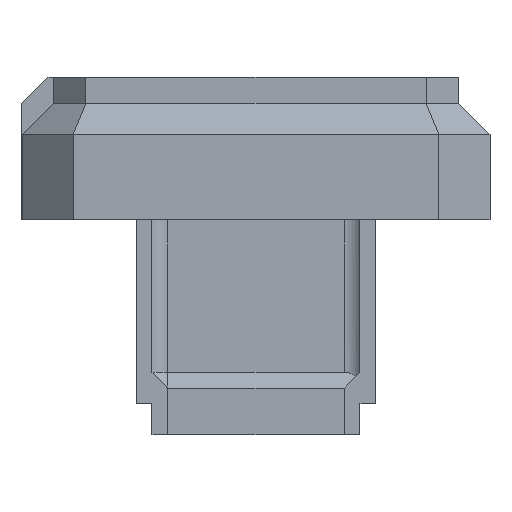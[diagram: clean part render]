
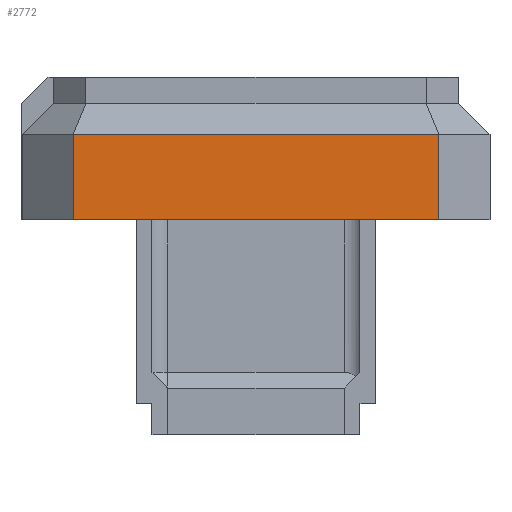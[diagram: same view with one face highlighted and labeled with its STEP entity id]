
A CAD part, front view. The second image highlights one B-rep face of the part: STEP entity #2772.
In plain terms, the highlighted planar face has unit normal (0, -1, 0).
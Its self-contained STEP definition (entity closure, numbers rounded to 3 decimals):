
#95 = ORIENTED_EDGE ( 'NONE', *, *, #1832, .T. ) ;
#133 = PLANE ( 'NONE',  #2667 ) ;
#211 = EDGE_CURVE ( 'NONE', #1851, #3872, #1336, .T. ) ;
#246 = VERTEX_POINT ( 'NONE', #2512 ) ;
#499 = VECTOR ( 'NONE', #1217, 1000. ) ;
#751 = EDGE_LOOP ( 'NONE', ( #1265, #95, #1093, #3101 ) ) ;
#856 = LINE ( 'NONE', #2111, #1455 ) ;
#1037 = FACE_OUTER_BOUND ( 'NONE', #751, .T. ) ;
#1093 = ORIENTED_EDGE ( 'NONE', *, *, #1322, .T. ) ;
#1217 = DIRECTION ( 'NONE',  ( -1., 0., 0. ) ) ;
#1265 = ORIENTED_EDGE ( 'NONE', *, *, #211, .F. ) ;
#1315 = CARTESIAN_POINT ( 'NONE',  ( -40.584, -71.547, -3. ) ) ;
#1322 = EDGE_CURVE ( 'NONE', #1939, #246, #856, .T. ) ;
#1336 = LINE ( 'NONE', #1871, #3204 ) ;
#1455 = VECTOR ( 'NONE', #3353, 1000. ) ;
#1493 = EDGE_CURVE ( 'NONE', #3872, #246, #3900, .T. ) ;
#1603 = LINE ( 'NONE', #3774, #499 ) ;
#1650 = DIRECTION ( 'NONE',  ( -1., 0., 0. ) ) ;
#1832 = EDGE_CURVE ( 'NONE', #1851, #1939, #1603, .T. ) ;
#1851 = VERTEX_POINT ( 'NONE', #3381 ) ;
#1871 = CARTESIAN_POINT ( 'NONE',  ( -40.584, -71.547, 8.2 ) ) ;
#1939 = VERTEX_POINT ( 'NONE', #3813 ) ;
#1951 = DIRECTION ( 'NONE',  ( 0., 0., -1. ) ) ;
#1979 = DIRECTION ( 'NONE',  ( 0., -1., 0. ) ) ;
#2111 = CARTESIAN_POINT ( 'NONE',  ( -75.768, -71.547, 8.2 ) ) ;
#2245 = CARTESIAN_POINT ( 'NONE',  ( -40.584, -71.547, -3. ) ) ;
#2512 = CARTESIAN_POINT ( 'NONE',  ( -75.768, -71.547, -3. ) ) ;
#2667 = AXIS2_PLACEMENT_3D ( 'NONE', #2915, #1979, #1951 ) ;
#2772 = ADVANCED_FACE ( 'NONE', ( #1037 ), #133, .T. ) ;
#2777 = DIRECTION ( 'NONE',  ( 0., 0., -1. ) ) ;
#2915 = CARTESIAN_POINT ( 'NONE',  ( 0., -71.547, 8.2 ) ) ;
#3101 = ORIENTED_EDGE ( 'NONE', *, *, #1493, .F. ) ;
#3204 = VECTOR ( 'NONE', #2777, 1000. ) ;
#3353 = DIRECTION ( 'NONE',  ( 0., 0., -1. ) ) ;
#3381 = CARTESIAN_POINT ( 'NONE',  ( -40.584, -71.547, 5.2 ) ) ;
#3774 = CARTESIAN_POINT ( 'NONE',  ( 0., -71.547, 5.2 ) ) ;
#3813 = CARTESIAN_POINT ( 'NONE',  ( -75.768, -71.547, 5.2 ) ) ;
#3872 = VERTEX_POINT ( 'NONE', #1315 ) ;
#3900 = LINE ( 'NONE', #2245, #3998 ) ;
#3998 = VECTOR ( 'NONE', #1650, 1000. ) ;
